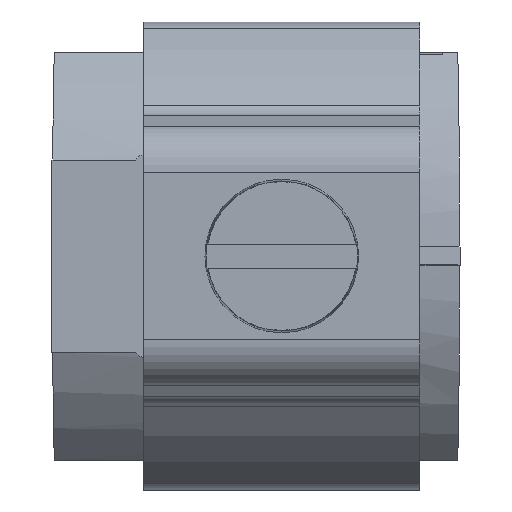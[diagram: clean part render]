
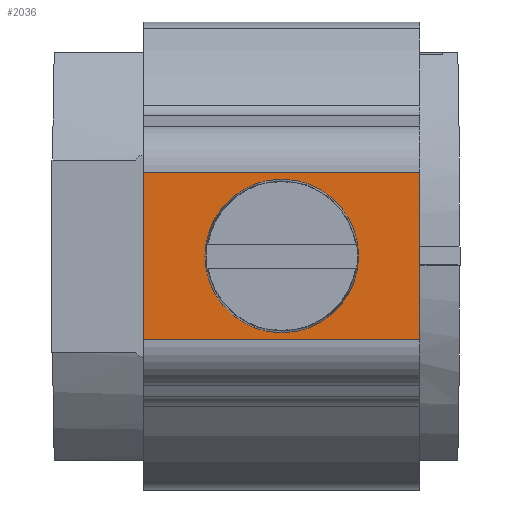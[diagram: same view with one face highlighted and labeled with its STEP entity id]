
A CAD part, front view. The second image highlights one B-rep face of the part: STEP entity #2036.
In plain terms, the highlighted planar face has unit normal (0, -1, 0).
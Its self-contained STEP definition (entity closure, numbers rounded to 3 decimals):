
#500=DIRECTION('',(-1.,0.,0.));
#501=VECTOR('',#500,23.);
#502=CARTESIAN_POINT('',(33.895,-44.511,-78.215));
#503=LINE('',#502,#501);
#696=DIRECTION('',(0.,0.,-1.));
#697=VECTOR('',#696,13.931);
#698=CARTESIAN_POINT('',(33.895,-44.511,-64.285));
#699=LINE('',#698,#697);
#954=DIRECTION('',(1.,0.,0.));
#955=VECTOR('',#954,23.);
#956=CARTESIAN_POINT('',(10.895,-44.511,-64.285));
#957=LINE('',#956,#955);
#958=CARTESIAN_POINT('',(22.395,-44.511,-71.25));
#959=DIRECTION('',(0.,-1.,0.));
#960=DIRECTION('',(0.,0.,1.));
#961=AXIS2_PLACEMENT_3D('',#958,#959,#960);
#963=CARTESIAN_POINT('',(22.395,-44.511,-71.25));
#964=DIRECTION('',(0.,-1.,0.));
#965=DIRECTION('',(0.,0.,-1.));
#966=AXIS2_PLACEMENT_3D('',#963,#964,#965);
#968=DIRECTION('',(0.,0.,-1.));
#969=VECTOR('',#968,13.931);
#970=CARTESIAN_POINT('',(10.895,-44.511,-64.285));
#971=LINE('',#970,#969);
#1260=CARTESIAN_POINT('',(10.895,-44.511,
-78.215));
#1261=VERTEX_POINT('',#1260);
#1262=CARTESIAN_POINT('',(33.895,-44.511,
-78.215));
#1263=VERTEX_POINT('',#1262);
#1276=CARTESIAN_POINT('',(10.895,-44.511,
-64.285));
#1277=CARTESIAN_POINT('',(33.895,-44.511,
-64.285));
#1278=VERTEX_POINT('',#1276);
#1279=VERTEX_POINT('',#1277);
#1316=CARTESIAN_POINT('',(22.395,-44.511,
-68.25));
#1317=VERTEX_POINT('',#1316);
#1318=CARTESIAN_POINT('',(22.395,-44.511,
-74.25));
#1319=VERTEX_POINT('',#1318);
#2019=CARTESIAN_POINT('',(33.895,-44.511,
-77.514));
#2020=DIRECTION('',(0.,-1.,0.));
#2021=DIRECTION('',(0.,0.,-1.));
#2022=AXIS2_PLACEMENT_3D('',#2019,#2020,#2021);
#2023=PLANE('',#2022);
#2024=ORIENTED_EDGE('',*,*,#1557,.F.);
#2025=ORIENTED_EDGE('',*,*,#2013,.T.);
#2026=ORIENTED_EDGE('',*,*,#1658,.T.);
#2027=ORIENTED_EDGE('',*,*,#1525,.T.);
#2028=EDGE_LOOP('',(#2024,#2025,#2026,#2027));
#2029=FACE_OUTER_BOUND('',#2028,.F.);
#2031=ORIENTED_EDGE('',*,*,#2030,.T.);
#2033=ORIENTED_EDGE('',*,*,#2032,.T.);
#2034=EDGE_LOOP('',(#2031,#2033));
#2035=FACE_BOUND('',#2034,.F.);
#2036=ADVANCED_FACE('',(#2029,#2035),#2023,.T.);
#962=CIRCLE('',#961,3.);
#967=CIRCLE('',#966,3.);
#1525=EDGE_CURVE('',#1263,#1261,#503,.T.);
#1557=EDGE_CURVE('',#1278,#1261,#971,.T.);
#1658=EDGE_CURVE('',#1279,#1263,#699,.T.);
#2013=EDGE_CURVE('',#1278,#1279,#957,.T.);
#2030=EDGE_CURVE('',#1317,#1319,#962,.T.);
#2032=EDGE_CURVE('',#1319,#1317,#967,.T.);
